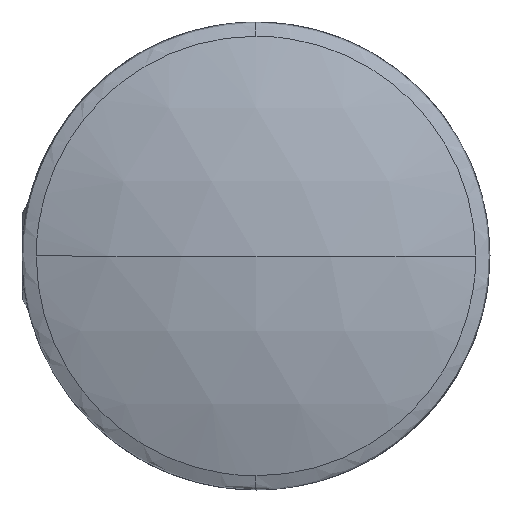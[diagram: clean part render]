
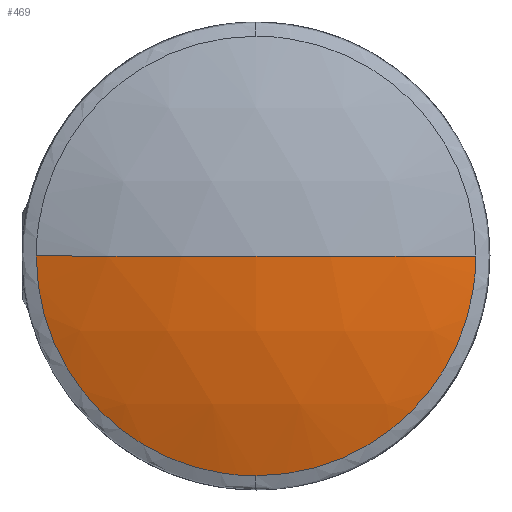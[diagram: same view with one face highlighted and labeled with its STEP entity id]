
A CAD part, left-side view. The second image highlights one B-rep face of the part: STEP entity #469.
In plain terms, the highlighted spherical face has radius 31.25 mm.
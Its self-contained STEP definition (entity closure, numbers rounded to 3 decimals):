
#171 = CARTESIAN_POINT ( 'NONE',  ( 31.25, 0., 0. ) ) ;
#177 = EDGE_CURVE ( 'NONE', #2479, #4327, #698, .T. ) ;
#287 = DIRECTION ( 'NONE',  ( 0., 1., 0. ) ) ;
#318 = CARTESIAN_POINT ( 'NONE',  ( 1.757, 0., -10.331 ) ) ;
#469 = ADVANCED_FACE ( 'NONE', ( #4167 ), #3973, .T. ) ;
#471 = DIRECTION ( 'NONE',  ( 0., 0., -1. ) ) ;
#555 = CARTESIAN_POINT ( 'NONE',  ( 1.757, 5.203, -9.027 ) ) ;
#579 = DIRECTION ( 'NONE',  ( 1., 0., 0. ) ) ;
#698 = CIRCLE ( 'NONE', #4828, 31.25 ) ;
#710 = EDGE_CURVE ( 'NONE', #4718, #2820, #5067, .T. ) ;
#713 = AXIS2_PLACEMENT_3D ( 'NONE', #5185, #471, #2641 ) ;
#994 = CARTESIAN_POINT ( 'NONE',  ( 0., 0., 0. ) ) ;
#1013 = ORIENTED_EDGE ( 'NONE', *, *, #177, .F. ) ;
#1138 = CARTESIAN_POINT ( 'NONE',  ( 1.757, -10.331, -1.352 ) ) ;
#1156 = CARTESIAN_POINT ( 'NONE',  ( 1.757, -1.352, -10.331 ) ) ;
#1211 = CARTESIAN_POINT ( 'NONE',  ( 1.757, -8.261, -6.349 ) ) ;
#1708 = EDGE_CURVE ( 'NONE', #2820, #4327, #5023, .T. ) ;
#1737 = EDGE_CURVE ( 'NONE', #2479, #4718, #4317, .T. ) ;
#1847 = CARTESIAN_POINT ( 'NONE',  ( 1.757, 8.261, -6.349 ) ) ;
#1933 = CARTESIAN_POINT ( 'NONE',  ( 31.25, 0., 0. ) ) ;
#1971 = CARTESIAN_POINT ( 'NONE',  ( 1.757, 10.331, 0. ) ) ;
#2088 = EDGE_LOOP ( 'NONE', ( #3021, #4769, #3921, #1013 ) ) ;
#2255 = CARTESIAN_POINT ( 'NONE',  ( 1.757, 10.331, 0. ) ) ;
#2379 = DIRECTION ( 'NONE',  ( 0., 0., -1. ) ) ;
#2479 = VERTEX_POINT ( 'NONE', #1971 ) ;
#2485 = CARTESIAN_POINT ( 'NONE',  ( 1.757, 0., -10.331 ) ) ;
#2513 = CARTESIAN_POINT ( 'NONE',  ( 1.757, -10.331, 0. ) ) ;
#2641 = DIRECTION ( 'NONE',  ( 0., 1., 0. ) ) ;
#2683 = CARTESIAN_POINT ( 'NONE',  ( 1.757, 9.027, -5.203 ) ) ;
#2820 = VERTEX_POINT ( 'NONE', #2513 ) ;
#3021 = ORIENTED_EDGE ( 'NONE', *, *, #1737, .T. ) ;
#3117 = CARTESIAN_POINT ( 'NONE',  ( 1.757, 6.349, -8.261 ) ) ;
#3153 = CARTESIAN_POINT ( 'NONE',  ( 1.757, 1.352, -10.331 ) ) ;
#3354 = CARTESIAN_POINT ( 'NONE',  ( 1.757, -6.349, -8.261 ) ) ;
#3483 = CARTESIAN_POINT ( 'NONE',  ( 1.757, 10.331, -1.352 ) ) ;
#3543 = CARTESIAN_POINT ( 'NONE',  ( 1.757, 2.704, -10.062 ) ) ;
#3662 = CARTESIAN_POINT ( 'NONE',  ( 1.757, 0., -10.331 ) ) ;
#3766 = CARTESIAN_POINT ( 'NONE',  ( 1.757, -5.203, -9.027 ) ) ;
#3921 = ORIENTED_EDGE ( 'NONE', *, *, #1708, .T. ) ;
#3973 = SPHERICAL_SURFACE ( 'NONE', #5206, 31.25 ) ;
#4167 = FACE_OUTER_BOUND ( 'NONE', #2088, .T. ) ;
#4317 = B_SPLINE_CURVE_WITH_KNOTS ( 'NONE', 3,
 ( #2255, #3483, #5230, #2683, #1847, #3117, #555, #3543, #3153, #3662 ),
 .UNSPECIFIED., .F., .F.,
 ( 4, 2, 2, 2, 4 ),
 ( 0.25, 0.313, 0.375, 0.438, 0.5 ),
 .UNSPECIFIED. ) ;
#4327 = VERTEX_POINT ( 'NONE', #994 ) ;
#4570 = CARTESIAN_POINT ( 'NONE',  ( 1.757, -2.704, -10.062 ) ) ;
#4718 = VERTEX_POINT ( 'NONE', #318 ) ;
#4769 = ORIENTED_EDGE ( 'NONE', *, *, #710, .T. ) ;
#4828 = AXIS2_PLACEMENT_3D ( 'NONE', #171, #4835, #579 ) ;
#4835 = DIRECTION ( 'NONE',  ( 0., 0., 1. ) ) ;
#4980 = CARTESIAN_POINT ( 'NONE',  ( 1.757, -9.027, -5.203 ) ) ;
#4993 = CARTESIAN_POINT ( 'NONE',  ( 1.757, -10.062, -2.704 ) ) ;
#5023 = CIRCLE ( 'NONE', #713, 31.25 ) ;
#5067 = B_SPLINE_CURVE_WITH_KNOTS ( 'NONE', 3,
 ( #2485, #1156, #4570, #3766, #3354, #1211, #4980, #4993, #1138, #5404 ),
 .UNSPECIFIED., .F., .F.,
 ( 4, 2, 2, 2, 4 ),
 ( 0.5, 0.563, 0.625, 0.688, 0.75 ),
 .UNSPECIFIED. ) ;
#5185 = CARTESIAN_POINT ( 'NONE',  ( 31.25, 0., 0. ) ) ;
#5206 = AXIS2_PLACEMENT_3D ( 'NONE', #1933, #2379, #287 ) ;
#5230 = CARTESIAN_POINT ( 'NONE',  ( 1.757, 10.062, -2.704 ) ) ;
#5404 = CARTESIAN_POINT ( 'NONE',  ( 1.757, -10.331, 0. ) ) ;
